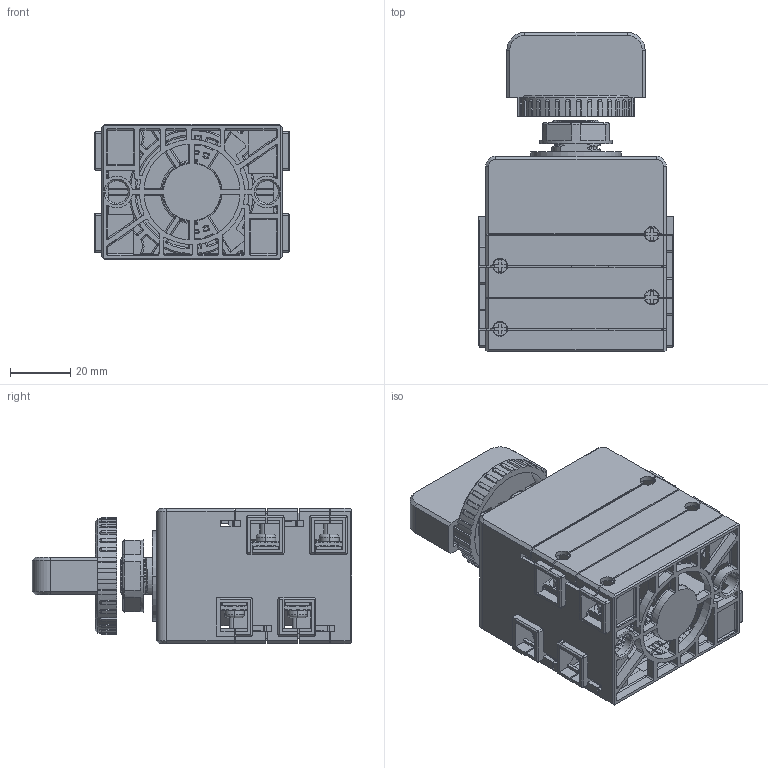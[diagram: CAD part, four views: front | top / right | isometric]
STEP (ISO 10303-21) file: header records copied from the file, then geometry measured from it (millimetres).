
FILE_DESCRIPTION((''),'2;1');
FILE_NAME('CDGNE-50-4','2023-08-03T',('chunfeng.wu'),(''),'PRO/ENGINEER BY PARAMETRIC TECHNOLOGY CORPORATION, 2015440','PRO/ENGINEER BY PARAMETRIC TECHNOLOGY CORPORATION, 2015440','');
FILE_SCHEMA(('CONFIG_CONTROL_DESIGN'));
Products named in the file (1): CDGNE-50-4
Bounding box: 65 x 106.2 x 45 mm (x, y, z)
Volume: 58816.1 mm3; surface area: 69272.2 mm2
Topology: 3 solids, 3 shells, 5922 faces, 16379 edges, 10163 vertices
Faces by surface type: plane 2902, cylinder 1956, sphere 504, torus 283, cone 146, bspline 69, extrusion 62
Entity records: 199407 total; most frequent: CARTESIAN_POINT 47414, ORIENTED_EDGE 32662, DIRECTION 31264, EDGE_CURVE 16331, VECTOR 10766, LINE 10704, AXIS2_PLACEMENT_3D 10249, VERTEX_POINT 10163
